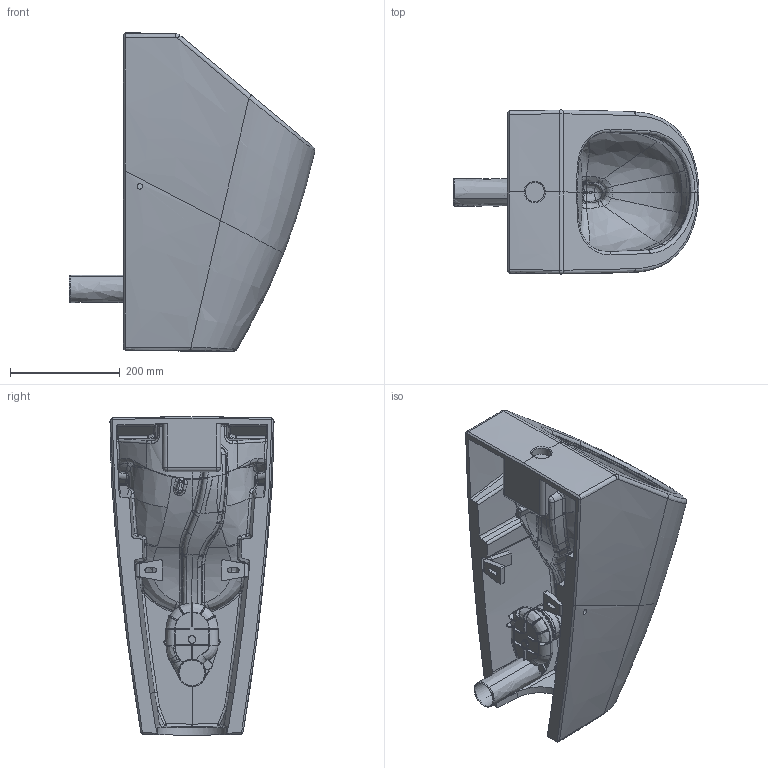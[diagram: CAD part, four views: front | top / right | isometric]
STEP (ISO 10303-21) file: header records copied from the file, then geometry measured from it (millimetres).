
FILE_DESCRIPTION((''),'2;1');
FILE_NAME('281530.stp','2015-09-26T13:41:06',('Administrator'),(''),'Autodesk Inventor 2011','Autodesk Inventor 2011','');
FILE_SCHEMA(('CONFIG_CONTROL_DESIGN'));
Length unit declared in the file: millimetre
Products named in the file (4): 281530; Urinal_Absaugesifon; Part1
Assembly tree (4 placements, depth 2):
  281530
    281530
    Urinal_Absaugesifon
    Part1  x2
Bounding box: 448.85 x 299.54 x 581.94 mm (x, y, z)
Volume: 15462028.4 mm3; surface area: 1182598.1 mm2
Topology: 4 solids, 4 shells, 1795 faces, 4652 edges, 2850 vertices
Faces by surface type: bspline 1044, plane 662, cylinder 60, sphere 24, cone 5
Full cylindrical faces by diameter (mm): 10 x2, 35 x1, 46.515 x1, 50 x1
Entity records: 171394 total; most frequent: CARTESIAN_POINT 133845, ORIENTED_EDGE 9072, DIRECTION 5089, EDGE_CURVE 4536, VERTEX_POINT 2799, VECTOR 2043, LINE 2043, EDGE_LOOP 1799
